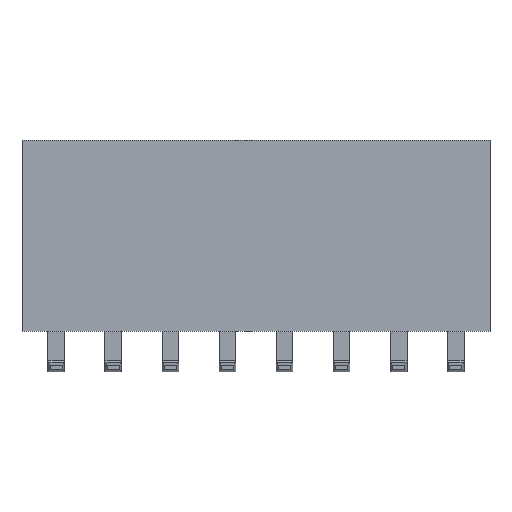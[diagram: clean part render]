
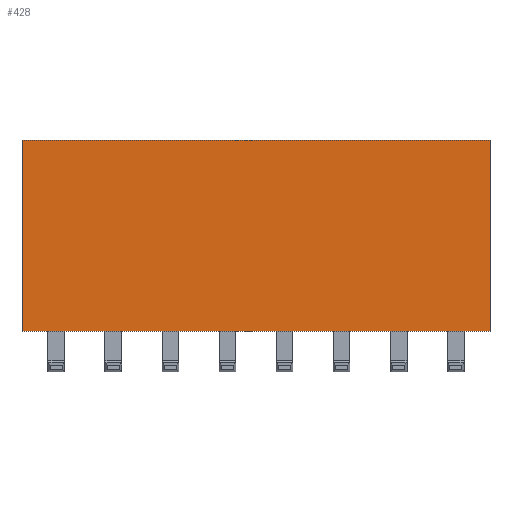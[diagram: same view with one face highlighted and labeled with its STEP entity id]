
A CAD part, front view. The second image highlights one B-rep face of the part: STEP entity #428.
In plain terms, the highlighted planar face has unit normal (0, -1, 0).
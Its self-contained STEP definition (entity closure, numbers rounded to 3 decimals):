
#428 = ADVANCED_FACE( '', ( #856 ), #857, .T. );
#856 = FACE_OUTER_BOUND( '', #1299, .T. );
#857 = PLANE( '', #1300 );
#1299 = EDGE_LOOP( '', ( #2258, #2259, #2260, #2261 ) );
#1300 = AXIS2_PLACEMENT_3D( '', #2262, #2263, #2264 );
#2258 = ORIENTED_EDGE( '', *, *, #3095, .T. );
#2259 = ORIENTED_EDGE( '', *, *, #3122, .T. );
#2260 = ORIENTED_EDGE( '', *, *, #3146, .T. );
#2261 = ORIENTED_EDGE( '', *, *, #2790, .T. );
#2262 = CARTESIAN_POINT( '', ( 0., -1.25, 0. ) );
#2263 = DIRECTION( '', ( 0., -1., 0. ) );
#2264 = DIRECTION( '', ( 0., 0., -1. ) );
#2790 = EDGE_CURVE( '', #3321, #3319, #3322, .T. );
#3095 = EDGE_CURVE( '', #3319, #3805, #3807, .T. );
#3122 = EDGE_CURVE( '', #3805, #3839, #3841, .T. );
#3146 = EDGE_CURVE( '', #3839, #3321, #3867, .T. );
#3319 = VERTEX_POINT( '', #4080 );
#3321 = VERTEX_POINT( '', #4083 );
#3322 = LINE( '', #4084, #4085 );
#3805 = VERTEX_POINT( '', #4826 );
#3807 = LINE( '', #4829, #4830 );
#3839 = VERTEX_POINT( '', #4878 );
#3841 = LINE( '', #4881, #4882 );
#3867 = LINE( '', #4920, #4921 );
#4080 = CARTESIAN_POINT( '', ( 10.41, -1.25, 4.25 ) );
#4083 = CARTESIAN_POINT( '', ( 10.41, -1.25, -4.25 ) );
#4084 = CARTESIAN_POINT( '', ( 10.41, -1.25, -4.25 ) );
#4085 = VECTOR( '', #5114, 1000. );
#4826 = CARTESIAN_POINT( '', ( -10.41, -1.25, 4.25 ) );
#4829 = CARTESIAN_POINT( '', ( 10.41, -1.25, 4.25 ) );
#4830 = VECTOR( '', #5366, 1000. );
#4878 = CARTESIAN_POINT( '', ( -10.41, -1.25, -4.25 ) );
#4881 = CARTESIAN_POINT( '', ( -10.41, -1.25, 4.25 ) );
#4882 = VECTOR( '', #5390, 1000. );
#4920 = CARTESIAN_POINT( '', ( -10.41, -1.25, -4.25 ) );
#4921 = VECTOR( '', #5403, 1000. );
#5114 = DIRECTION( '', ( 0., 0., 1. ) );
#5366 = DIRECTION( '', ( -1., 0., 0. ) );
#5390 = DIRECTION( '', ( 0., 0., -1. ) );
#5403 = DIRECTION( '', ( 1., 0., 0. ) );
